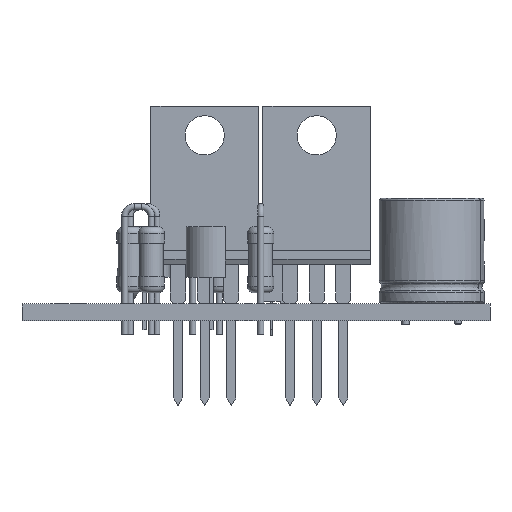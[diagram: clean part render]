
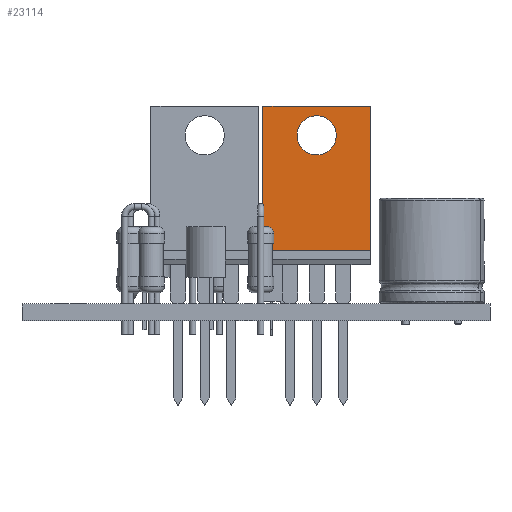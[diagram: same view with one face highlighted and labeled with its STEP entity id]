
A CAD part, front view. The second image highlights one B-rep face of the part: STEP entity #23114.
In plain terms, the highlighted face is planar.
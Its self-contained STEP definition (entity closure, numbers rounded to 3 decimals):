
#20572 = PLANE('',#20573);
#20573 = AXIS2_PLACEMENT_3D('',#20574,#20575,#20576);
#20574 = CARTESIAN_POINT('',(7.655,3.16,5.));
#20575 = DIRECTION('',(1.,0.,0.));
#20576 = DIRECTION('',(0.,-1.,0.));
#20628 = PLANE('',#20629);
#20629 = AXIS2_PLACEMENT_3D('',#20630,#20631,#20632);
#20630 = CARTESIAN_POINT('',(-2.575,1.89,5.));
#20631 = DIRECTION('',(-1.,0.,0.));
#20632 = DIRECTION('',(0.,1.,0.));
#20705 = PLANE('',#20706);
#20706 = AXIS2_PLACEMENT_3D('',#20707,#20708,#20709);
#20707 = CARTESIAN_POINT('',(-2.575,3.16,5.));
#20708 = DIRECTION('',(0.,0.,1.));
#20709 = DIRECTION('',(1.,0.,0.));
#21762 = VERTEX_POINT('',#21763);
#21763 = CARTESIAN_POINT('',(-2.575,3.16,18.775));
#21777 = PLANE('',#21778);
#21778 = AXIS2_PLACEMENT_3D('',#21779,#21780,#21781);
#21779 = CARTESIAN_POINT('',(-2.575,3.16,18.775));
#21780 = DIRECTION('',(0.,0.,1.));
#21781 = DIRECTION('',(1.,0.,0.));
#21789 = EDGE_CURVE('',#21790,#21762,#21792,.T.);
#21790 = VERTEX_POINT('',#21791);
#21791 = CARTESIAN_POINT('',(-2.575,3.16,5.));
#21792 = SURFACE_CURVE('',#21793,(#21797,#21804),.PCURVE_S1.);
#21793 = LINE('',#21794,#21795);
#21794 = CARTESIAN_POINT('',(-2.575,3.16,5.));
#21795 = VECTOR('',#21796,1.);
#21796 = DIRECTION('',(0.,0.,1.));
#21797 = PCURVE('',#20628,#21798);
#21798 = DEFINITIONAL_REPRESENTATION('',(#21799),#21803);
#21799 = LINE('',#21800,#21801);
#21800 = CARTESIAN_POINT('',(1.27,0.));
#21801 = VECTOR('',#21802,1.);
#21802 = DIRECTION('',(0.,-1.));
#21803 = ( GEOMETRIC_REPRESENTATION_CONTEXT(2) 
PARAMETRIC_REPRESENTATION_CONTEXT() REPRESENTATION_CONTEXT('2D SPACE',''
  ) );
#21804 = PCURVE('',#21805,#21810);
#21805 = PLANE('',#21806);
#21806 = AXIS2_PLACEMENT_3D('',#21807,#21808,#21809);
#21807 = CARTESIAN_POINT('',(-2.575,3.16,5.));
#21808 = DIRECTION('',(0.,1.,0.));
#21809 = DIRECTION('',(1.,0.,0.));
#21810 = DEFINITIONAL_REPRESENTATION('',(#21811),#21815);
#21811 = LINE('',#21812,#21813);
#21812 = CARTESIAN_POINT('',(0.,0.));
#21813 = VECTOR('',#21814,1.);
#21814 = DIRECTION('',(0.,-1.));
#21815 = ( GEOMETRIC_REPRESENTATION_CONTEXT(2) 
PARAMETRIC_REPRESENTATION_CONTEXT() REPRESENTATION_CONTEXT('2D SPACE',''
  ) );
#21907 = CYLINDRICAL_SURFACE('',#21908,1.868);
#21908 = AXIS2_PLACEMENT_3D('',#21909,#21910,#21911);
#21909 = CARTESIAN_POINT('',(2.54,1.89,16.005));
#21910 = DIRECTION('',(0.,-1.,0.));
#21911 = DIRECTION('',(1.,0.,0.));
#21945 = VERTEX_POINT('',#21946);
#21946 = CARTESIAN_POINT('',(7.655,3.16,5.));
#21967 = EDGE_CURVE('',#21945,#21968,#21970,.T.);
#21968 = VERTEX_POINT('',#21969);
#21969 = CARTESIAN_POINT('',(7.655,3.16,18.775));
#21970 = SURFACE_CURVE('',#21971,(#21975,#21982),.PCURVE_S1.);
#21971 = LINE('',#21972,#21973);
#21972 = CARTESIAN_POINT('',(7.655,3.16,5.));
#21973 = VECTOR('',#21974,1.);
#21974 = DIRECTION('',(0.,0.,1.));
#21975 = PCURVE('',#20572,#21976);
#21976 = DEFINITIONAL_REPRESENTATION('',(#21977),#21981);
#21977 = LINE('',#21978,#21979);
#21978 = CARTESIAN_POINT('',(0.,0.));
#21979 = VECTOR('',#21980,1.);
#21980 = DIRECTION('',(0.,-1.));
#21981 = ( GEOMETRIC_REPRESENTATION_CONTEXT(2) 
PARAMETRIC_REPRESENTATION_CONTEXT() REPRESENTATION_CONTEXT('2D SPACE',''
  ) );
#21982 = PCURVE('',#21805,#21983);
#21983 = DEFINITIONAL_REPRESENTATION('',(#21984),#21988);
#21984 = LINE('',#21985,#21986);
#21985 = CARTESIAN_POINT('',(10.23,0.));
#21986 = VECTOR('',#21987,1.);
#21987 = DIRECTION('',(0.,-1.));
#21988 = ( GEOMETRIC_REPRESENTATION_CONTEXT(2) 
PARAMETRIC_REPRESENTATION_CONTEXT() REPRESENTATION_CONTEXT('2D SPACE',''
  ) );
#22017 = EDGE_CURVE('',#21790,#21945,#22018,.T.);
#22018 = SURFACE_CURVE('',#22019,(#22023,#22030),.PCURVE_S1.);
#22019 = LINE('',#22020,#22021);
#22020 = CARTESIAN_POINT('',(-2.575,3.16,5.));
#22021 = VECTOR('',#22022,1.);
#22022 = DIRECTION('',(1.,0.,0.));
#22023 = PCURVE('',#20705,#22024);
#22024 = DEFINITIONAL_REPRESENTATION('',(#22025),#22029);
#22025 = LINE('',#22026,#22027);
#22026 = CARTESIAN_POINT('',(0.,0.));
#22027 = VECTOR('',#22028,1.);
#22028 = DIRECTION('',(1.,0.));
#22029 = ( GEOMETRIC_REPRESENTATION_CONTEXT(2) 
PARAMETRIC_REPRESENTATION_CONTEXT() REPRESENTATION_CONTEXT('2D SPACE',''
  ) );
#22030 = PCURVE('',#21805,#22031);
#22031 = DEFINITIONAL_REPRESENTATION('',(#22032),#22036);
#22032 = LINE('',#22033,#22034);
#22033 = CARTESIAN_POINT('',(0.,0.));
#22034 = VECTOR('',#22035,1.);
#22035 = DIRECTION('',(1.,0.));
#22036 = ( GEOMETRIC_REPRESENTATION_CONTEXT(2) 
PARAMETRIC_REPRESENTATION_CONTEXT() REPRESENTATION_CONTEXT('2D SPACE',''
  ) );
#23114 = ADVANCED_FACE('',(#23115,#23141),#21805,.T.);
#23115 = FACE_BOUND('',#23116,.T.);
#23116 = EDGE_LOOP('',(#23117,#23118,#23139,#23140));
#23117 = ORIENTED_EDGE('',*,*,#21789,.T.);
#23118 = ORIENTED_EDGE('',*,*,#23119,.T.);
#23119 = EDGE_CURVE('',#21762,#21968,#23120,.T.);
#23120 = SURFACE_CURVE('',#23121,(#23125,#23132),.PCURVE_S1.);
#23121 = LINE('',#23122,#23123);
#23122 = CARTESIAN_POINT('',(-2.575,3.16,18.775));
#23123 = VECTOR('',#23124,1.);
#23124 = DIRECTION('',(1.,0.,0.));
#23125 = PCURVE('',#21805,#23126);
#23126 = DEFINITIONAL_REPRESENTATION('',(#23127),#23131);
#23127 = LINE('',#23128,#23129);
#23128 = CARTESIAN_POINT('',(0.,-13.775));
#23129 = VECTOR('',#23130,1.);
#23130 = DIRECTION('',(1.,0.));
#23131 = ( GEOMETRIC_REPRESENTATION_CONTEXT(2) 
PARAMETRIC_REPRESENTATION_CONTEXT() REPRESENTATION_CONTEXT('2D SPACE',''
  ) );
#23132 = PCURVE('',#21777,#23133);
#23133 = DEFINITIONAL_REPRESENTATION('',(#23134),#23138);
#23134 = LINE('',#23135,#23136);
#23135 = CARTESIAN_POINT('',(0.,0.));
#23136 = VECTOR('',#23137,1.);
#23137 = DIRECTION('',(1.,0.));
#23138 = ( GEOMETRIC_REPRESENTATION_CONTEXT(2) 
PARAMETRIC_REPRESENTATION_CONTEXT() REPRESENTATION_CONTEXT('2D SPACE',''
  ) );
#23139 = ORIENTED_EDGE('',*,*,#21967,.F.);
#23140 = ORIENTED_EDGE('',*,*,#22017,.F.);
#23141 = FACE_BOUND('',#23142,.T.);
#23142 = EDGE_LOOP('',(#23143));
#23143 = ORIENTED_EDGE('',*,*,#23144,.T.);
#23144 = EDGE_CURVE('',#23145,#23145,#23147,.T.);
#23145 = VERTEX_POINT('',#23146);
#23146 = CARTESIAN_POINT('',(4.408,3.16,16.005));
#23147 = SURFACE_CURVE('',#23148,(#23153,#23164),.PCURVE_S1.);
#23148 = CIRCLE('',#23149,1.868);
#23149 = AXIS2_PLACEMENT_3D('',#23150,#23151,#23152);
#23150 = CARTESIAN_POINT('',(2.54,3.16,16.005));
#23151 = DIRECTION('',(0.,-1.,0.));
#23152 = DIRECTION('',(1.,0.,0.));
#23153 = PCURVE('',#21805,#23154);
#23154 = DEFINITIONAL_REPRESENTATION('',(#23155),#23163);
#23155 = ( BOUNDED_CURVE() B_SPLINE_CURVE(2,(#23156,#23157,#23158,#23159
    ,#23160,#23161,#23162),.UNSPECIFIED.,.T.,.F.) 
B_SPLINE_CURVE_WITH_KNOTS((1,2,2,2,2,1),(-2.094,0.,
    2.094,4.189,6.283,8.378),
.UNSPECIFIED.) CURVE() GEOMETRIC_REPRESENTATION_ITEM() 
RATIONAL_B_SPLINE_CURVE((1.,0.5,1.,0.5,1.,0.5,1.)) REPRESENTATION_ITEM(
  '') );
#23156 = CARTESIAN_POINT('',(6.983,-11.005));
#23157 = CARTESIAN_POINT('',(6.983,-14.24));
#23158 = CARTESIAN_POINT('',(4.181,-12.622));
#23159 = CARTESIAN_POINT('',(1.38,-11.005));
#23160 = CARTESIAN_POINT('',(4.181,-9.388));
#23161 = CARTESIAN_POINT('',(6.983,-7.77));
#23162 = CARTESIAN_POINT('',(6.983,-11.005));
#23163 = ( GEOMETRIC_REPRESENTATION_CONTEXT(2) 
PARAMETRIC_REPRESENTATION_CONTEXT() REPRESENTATION_CONTEXT('2D SPACE',''
  ) );
#23164 = PCURVE('',#21907,#23165);
#23165 = DEFINITIONAL_REPRESENTATION('',(#23166),#23192);
#23166 = B_SPLINE_CURVE_WITH_KNOTS('',3,(#23167,#23168,#23169,#23170,
    #23171,#23172,#23173,#23174,#23175,#23176,#23177,#23178,#23179,
    #23180,#23181,#23182,#23183,#23184,#23185,#23186,#23187,#23188,
    #23189,#23190,#23191),.UNSPECIFIED.,.F.,.F.,(4,1,1,1,1,1,1,1,1,1,1,1
    ,1,1,1,1,1,1,1,1,1,1,4),(0.,0.286,0.571,
    0.857,1.142,1.428,1.714,
    1.999,2.285,2.57,2.856,
    3.142,3.427,3.713,3.998,
    4.284,4.57,4.855,5.141,
    5.426,5.712,5.998,6.283),
  .QUASI_UNIFORM_KNOTS.);
#23167 = CARTESIAN_POINT('',(0.,-1.27));
#23168 = CARTESIAN_POINT('',(0.095,-1.27));
#23169 = CARTESIAN_POINT('',(0.286,-1.27));
#23170 = CARTESIAN_POINT('',(0.571,-1.27));
#23171 = CARTESIAN_POINT('',(0.857,-1.27));
#23172 = CARTESIAN_POINT('',(1.142,-1.27));
#23173 = CARTESIAN_POINT('',(1.428,-1.27));
#23174 = CARTESIAN_POINT('',(1.714,-1.27));
#23175 = CARTESIAN_POINT('',(1.999,-1.27));
#23176 = CARTESIAN_POINT('',(2.285,-1.27));
#23177 = CARTESIAN_POINT('',(2.57,-1.27));
#23178 = CARTESIAN_POINT('',(2.856,-1.27));
#23179 = CARTESIAN_POINT('',(3.142,-1.27));
#23180 = CARTESIAN_POINT('',(3.427,-1.27));
#23181 = CARTESIAN_POINT('',(3.713,-1.27));
#23182 = CARTESIAN_POINT('',(3.998,-1.27));
#23183 = CARTESIAN_POINT('',(4.284,-1.27));
#23184 = CARTESIAN_POINT('',(4.57,-1.27));
#23185 = CARTESIAN_POINT('',(4.855,-1.27));
#23186 = CARTESIAN_POINT('',(5.141,-1.27));
#23187 = CARTESIAN_POINT('',(5.426,-1.27));
#23188 = CARTESIAN_POINT('',(5.712,-1.27));
#23189 = CARTESIAN_POINT('',(5.998,-1.27));
#23190 = CARTESIAN_POINT('',(6.188,-1.27));
#23191 = CARTESIAN_POINT('',(6.283,-1.27));
#23192 = ( GEOMETRIC_REPRESENTATION_CONTEXT(2) 
PARAMETRIC_REPRESENTATION_CONTEXT() REPRESENTATION_CONTEXT('2D SPACE',''
  ) );
